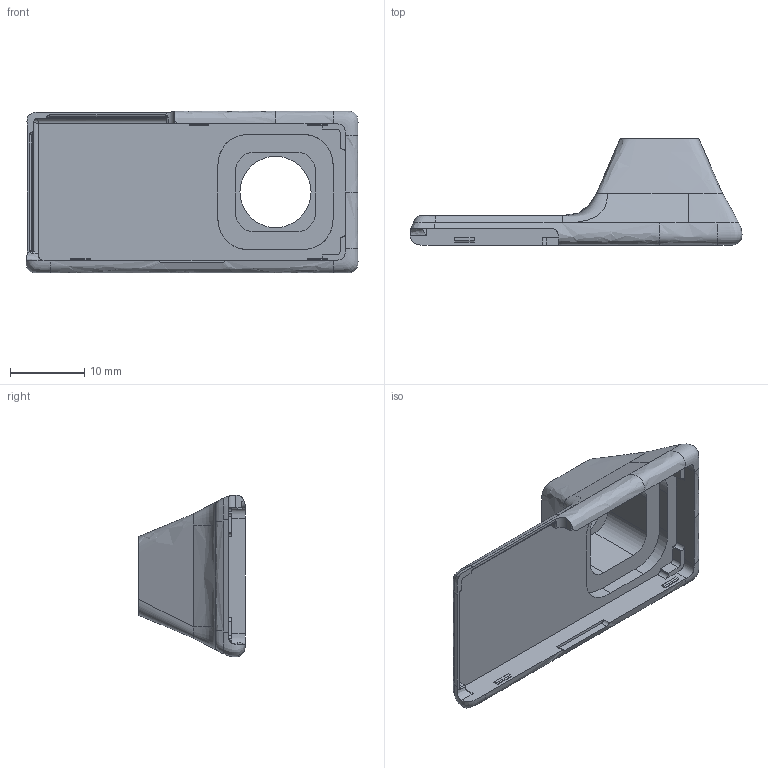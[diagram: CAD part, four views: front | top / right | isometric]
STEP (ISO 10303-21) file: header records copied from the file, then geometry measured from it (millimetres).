
FILE_DESCRIPTION (( 'STEP AP214' ), '1' );
FILE_NAME ('Prototype Thermal Imager Module Enclosure Model Alpha.STEP', '2014-03-13T19:27:07', ( '' ), ( '' ), 'SwSTEP 2.0', 'SolidWorks 2013', '' );
FILE_SCHEMA (( 'AUTOMOTIVE_DESIGN' ));
Length unit declared in the file: millimetre
Products named in the file (1): Prototype Thermal Imager Module Enclosure Model Alpha
Bounding box: 44.82 x 14.4 x 21.82 mm (x, y, z)
Volume: 2154.6 mm3; surface area: 3189.9 mm2
Topology: 1 solids, 1 shells, 144 faces, 403 edges, 266 vertices
Faces by surface type: plane 71, bspline 35, cylinder 34, torus 4
Entity records: 21050 total; most frequent: CARTESIAN_POINT 17553, ORIENTED_EDGE 804, DIRECTION 585, EDGE_CURVE 402, VERTEX_POINT 266, VECTOR 249, LINE 249, AXIS2_PLACEMENT_3D 168
